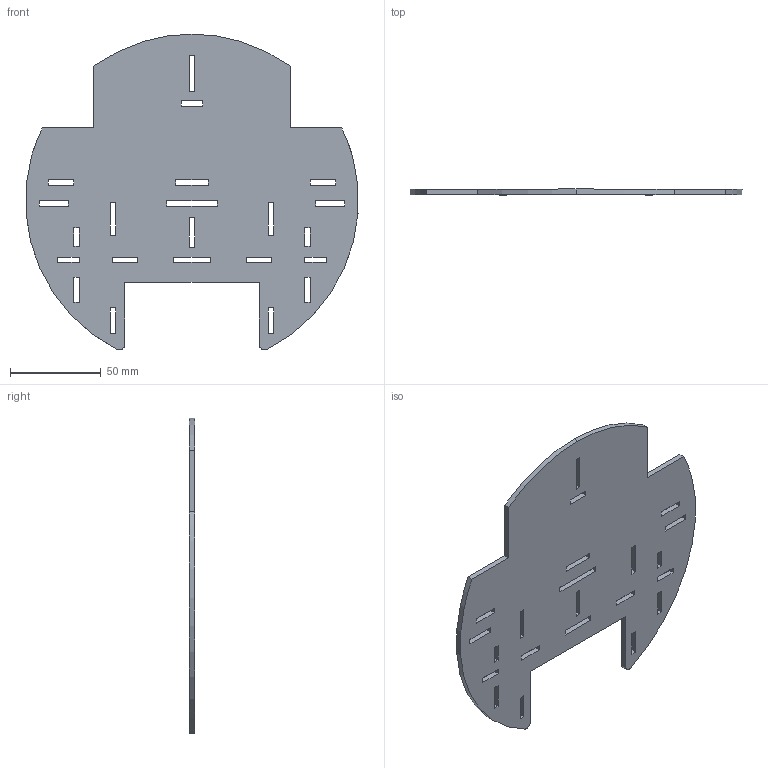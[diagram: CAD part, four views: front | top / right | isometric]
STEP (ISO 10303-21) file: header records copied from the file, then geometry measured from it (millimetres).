
FILE_DESCRIPTION (( 'STEP AP203' ), '1' );
FILE_NAME ('frame-3-1.step', '2015-02-17T13:05:36', ( 'Cesar' ), ( '' ), 'SwSTEP 2.0', 'SolidWorks 2013', '' );
FILE_SCHEMA (( 'CONFIG_CONTROL_DESIGN' ));
Length unit declared in the file: millimetre
Products named in the file (1): frame-3-1
Bounding box: 182.63 x 3 x 173.64 mm (x, y, z)
Volume: 62796.8 mm3; surface area: 46352.3 mm2
Topology: 1 solids, 1 shells, 105 faces, 309 edges, 206 vertices
Faces by surface type: plane 97, cylinder 4, bspline 4
Entity records: 4183 total; most frequent: CARTESIAN_POINT 1236, ORIENTED_EDGE 618, DIRECTION 513, EDGE_CURVE 309, VECTOR 293, LINE 293, VERTEX_POINT 206, EDGE_LOOP 149
